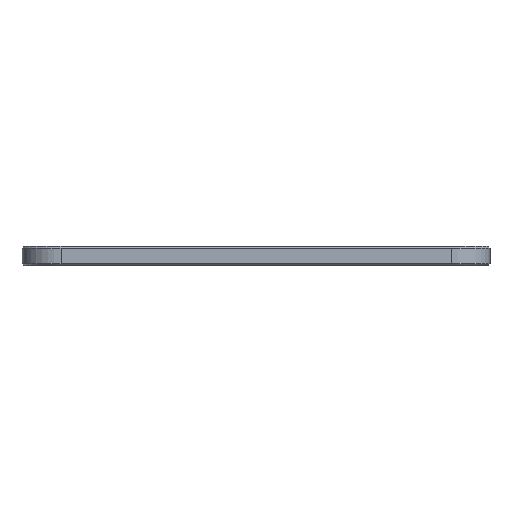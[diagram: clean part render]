
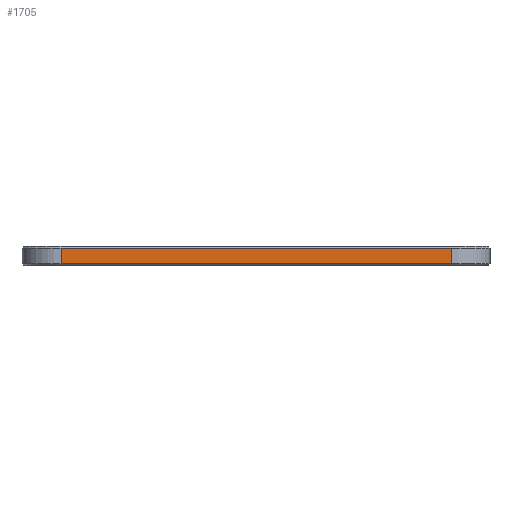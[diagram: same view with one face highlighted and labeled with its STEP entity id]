
A CAD part, left-side view. The second image highlights one B-rep face of the part: STEP entity #1705.
In plain terms, the highlighted planar face has unit normal (-1, 0, 0).
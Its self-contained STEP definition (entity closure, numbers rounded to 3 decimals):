
#101 = PLANE('',#102);
#102 = AXIS2_PLACEMENT_3D('',#103,#104,#105);
#103 = CARTESIAN_POINT('',(-6.1,62.5,0.15));
#104 = DIRECTION('',(-0.707,0.,-0.707));
#105 = DIRECTION('',(0.,1.,0.));
#670 = VERTEX_POINT('',#671);
#671 = CARTESIAN_POINT('',(-6.25,62.5,0.3));
#686 = CYLINDRICAL_SURFACE('',#687,6.25);
#687 = AXIS2_PLACEMENT_3D('',#688,#689,#690);
#688 = CARTESIAN_POINT('',(0.,62.5,0.));
#689 = DIRECTION('',(-0.,-0.,-1.));
#690 = DIRECTION('',(1.,0.,0.));
#779 = EDGE_CURVE('',#670,#780,#782,.T.);
#780 = VERTEX_POINT('',#781);
#781 = CARTESIAN_POINT('',(-6.25,0.,0.3));
#782 = SURFACE_CURVE('',#783,(#787,#794),.PCURVE_S1.);
#783 = LINE('',#784,#785);
#784 = CARTESIAN_POINT('',(-6.25,62.5,0.3));
#785 = VECTOR('',#786,1.);
#786 = DIRECTION('',(0.,-1.,0.));
#787 = PCURVE('',#101,#788);
#788 = DEFINITIONAL_REPRESENTATION('',(#789),#793);
#789 = LINE('',#790,#791);
#790 = CARTESIAN_POINT('',(-0.,-0.212));
#791 = VECTOR('',#792,1.);
#792 = DIRECTION('',(-1.,0.));
#793 = ( GEOMETRIC_REPRESENTATION_CONTEXT(2) 
PARAMETRIC_REPRESENTATION_CONTEXT() REPRESENTATION_CONTEXT('2D SPACE',''
  ) );
#794 = PCURVE('',#795,#800);
#795 = PLANE('',#796);
#796 = AXIS2_PLACEMENT_3D('',#797,#798,#799);
#797 = CARTESIAN_POINT('',(-6.25,62.5,0.));
#798 = DIRECTION('',(1.,0.,0.));
#799 = DIRECTION('',(0.,-1.,0.));
#800 = DEFINITIONAL_REPRESENTATION('',(#801),#805);
#801 = LINE('',#802,#803);
#802 = CARTESIAN_POINT('',(0.,-0.3));
#803 = VECTOR('',#804,1.);
#804 = DIRECTION('',(1.,0.));
#805 = ( GEOMETRIC_REPRESENTATION_CONTEXT(2) 
PARAMETRIC_REPRESENTATION_CONTEXT() REPRESENTATION_CONTEXT('2D SPACE',''
  ) );
#902 = CYLINDRICAL_SURFACE('',#903,6.25);
#903 = AXIS2_PLACEMENT_3D('',#904,#905,#906);
#904 = CARTESIAN_POINT('',(0.,0.,0.));
#905 = DIRECTION('',(-0.,-0.,-1.));
#906 = DIRECTION('',(1.,0.,0.));
#1601 = VERTEX_POINT('',#1602);
#1602 = CARTESIAN_POINT('',(-6.25,62.5,2.825));
#1629 = EDGE_CURVE('',#670,#1601,#1630,.T.);
#1630 = SURFACE_CURVE('',#1631,(#1635,#1642),.PCURVE_S1.);
#1631 = LINE('',#1632,#1633);
#1632 = CARTESIAN_POINT('',(-6.25,62.5,0.));
#1633 = VECTOR('',#1634,1.);
#1634 = DIRECTION('',(0.,0.,1.));
#1635 = PCURVE('',#686,#1636);
#1636 = DEFINITIONAL_REPRESENTATION('',(#1637),#1641);
#1637 = LINE('',#1638,#1639);
#1638 = CARTESIAN_POINT('',(-3.142,0.));
#1639 = VECTOR('',#1640,1.);
#1640 = DIRECTION('',(-0.,-1.));
#1641 = ( GEOMETRIC_REPRESENTATION_CONTEXT(2) 
PARAMETRIC_REPRESENTATION_CONTEXT() REPRESENTATION_CONTEXT('2D SPACE',''
  ) );
#1642 = PCURVE('',#795,#1643);
#1643 = DEFINITIONAL_REPRESENTATION('',(#1644),#1648);
#1644 = LINE('',#1645,#1646);
#1645 = CARTESIAN_POINT('',(0.,0.));
#1646 = VECTOR('',#1647,1.);
#1647 = DIRECTION('',(0.,-1.));
#1648 = ( GEOMETRIC_REPRESENTATION_CONTEXT(2) 
PARAMETRIC_REPRESENTATION_CONTEXT() REPRESENTATION_CONTEXT('2D SPACE',''
  ) );
#1705 = ADVANCED_FACE('',(#1706),#795,.F.);
#1706 = FACE_BOUND('',#1707,.F.);
#1707 = EDGE_LOOP('',(#1708,#1709,#1737,#1758));
#1708 = ORIENTED_EDGE('',*,*,#1629,.T.);
#1709 = ORIENTED_EDGE('',*,*,#1710,.T.);
#1710 = EDGE_CURVE('',#1601,#1711,#1713,.T.);
#1711 = VERTEX_POINT('',#1712);
#1712 = CARTESIAN_POINT('',(-6.25,0.,2.825));
#1713 = SURFACE_CURVE('',#1714,(#1718,#1725),.PCURVE_S1.);
#1714 = LINE('',#1715,#1716);
#1715 = CARTESIAN_POINT('',(-6.25,62.5,2.825));
#1716 = VECTOR('',#1717,1.);
#1717 = DIRECTION('',(0.,-1.,0.));
#1718 = PCURVE('',#795,#1719);
#1719 = DEFINITIONAL_REPRESENTATION('',(#1720),#1724);
#1720 = LINE('',#1721,#1722);
#1721 = CARTESIAN_POINT('',(0.,-2.825));
#1722 = VECTOR('',#1723,1.);
#1723 = DIRECTION('',(1.,0.));
#1724 = ( GEOMETRIC_REPRESENTATION_CONTEXT(2) 
PARAMETRIC_REPRESENTATION_CONTEXT() REPRESENTATION_CONTEXT('2D SPACE',''
  ) );
#1725 = PCURVE('',#1726,#1731);
#1726 = PLANE('',#1727);
#1727 = AXIS2_PLACEMENT_3D('',#1728,#1729,#1730);
#1728 = CARTESIAN_POINT('',(-6.1,62.5,2.975));
#1729 = DIRECTION('',(0.707,0.,-0.707));
#1730 = DIRECTION('',(0.,1.,0.));
#1731 = DEFINITIONAL_REPRESENTATION('',(#1732),#1736);
#1732 = LINE('',#1733,#1734);
#1733 = CARTESIAN_POINT('',(-0.,-0.212));
#1734 = VECTOR('',#1735,1.);
#1735 = DIRECTION('',(-1.,0.));
#1736 = ( GEOMETRIC_REPRESENTATION_CONTEXT(2) 
PARAMETRIC_REPRESENTATION_CONTEXT() REPRESENTATION_CONTEXT('2D SPACE',''
  ) );
#1737 = ORIENTED_EDGE('',*,*,#1738,.F.);
#1738 = EDGE_CURVE('',#780,#1711,#1739,.T.);
#1739 = SURFACE_CURVE('',#1740,(#1744,#1751),.PCURVE_S1.);
#1740 = LINE('',#1741,#1742);
#1741 = CARTESIAN_POINT('',(-6.25,0.,0.));
#1742 = VECTOR('',#1743,1.);
#1743 = DIRECTION('',(0.,0.,1.));
#1744 = PCURVE('',#795,#1745);
#1745 = DEFINITIONAL_REPRESENTATION('',(#1746),#1750);
#1746 = LINE('',#1747,#1748);
#1747 = CARTESIAN_POINT('',(62.5,0.));
#1748 = VECTOR('',#1749,1.);
#1749 = DIRECTION('',(0.,-1.));
#1750 = ( GEOMETRIC_REPRESENTATION_CONTEXT(2) 
PARAMETRIC_REPRESENTATION_CONTEXT() REPRESENTATION_CONTEXT('2D SPACE',''
  ) );
#1751 = PCURVE('',#902,#1752);
#1752 = DEFINITIONAL_REPRESENTATION('',(#1753),#1757);
#1753 = LINE('',#1754,#1755);
#1754 = CARTESIAN_POINT('',(-3.142,0.));
#1755 = VECTOR('',#1756,1.);
#1756 = DIRECTION('',(-0.,-1.));
#1757 = ( GEOMETRIC_REPRESENTATION_CONTEXT(2) 
PARAMETRIC_REPRESENTATION_CONTEXT() REPRESENTATION_CONTEXT('2D SPACE',''
  ) );
#1758 = ORIENTED_EDGE('',*,*,#779,.F.);
